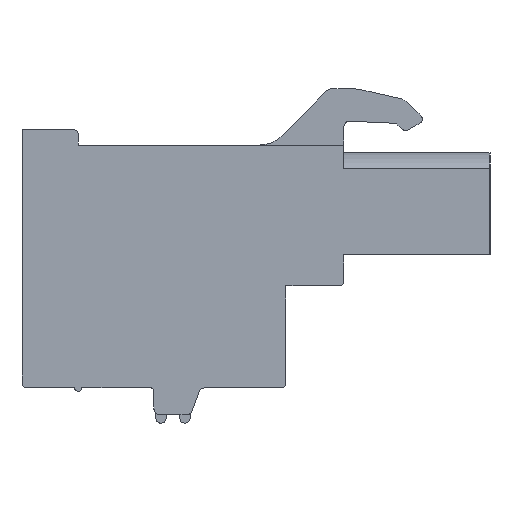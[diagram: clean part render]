
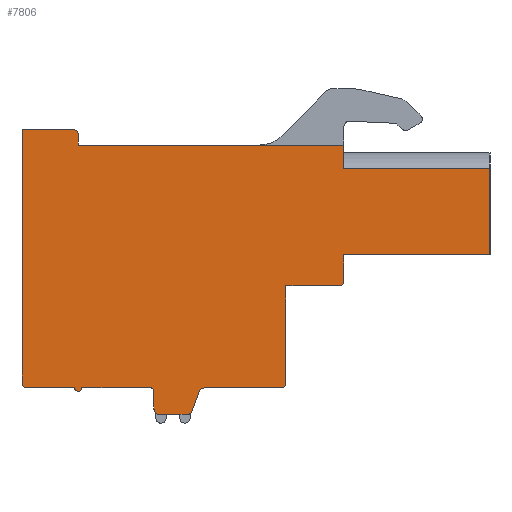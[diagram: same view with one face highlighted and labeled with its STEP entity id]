
A CAD part, left-side view. The second image highlights one B-rep face of the part: STEP entity #7806.
In plain terms, the highlighted planar face has unit normal (-1, 0, 0).
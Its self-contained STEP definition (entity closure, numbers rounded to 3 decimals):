
#1=CARTESIAN_POINT('',(0.,-5.36,-0.74));
#2=DIRECTION('',(-1.,0.,0.));
#3=DIRECTION('',(0.,0.,-1.));
#4=AXIS2_PLACEMENT_3D('',#1,#2,#3);
#6=CARTESIAN_POINT('',(0.,-2.06,-6.54));
#7=DIRECTION('',(1.,0.,0.));
#8=DIRECTION('',(0.,-1.,0.));
#9=AXIS2_PLACEMENT_3D('',#6,#7,#8);
#11=DIRECTION('',(0.,1.,0.));
#12=VECTOR('',#11,4.34);
#13=CARTESIAN_POINT('',(0.,-2.06,-6.84));
#14=LINE('',#13,#12);
#15=CARTESIAN_POINT('',(0.,2.28,-7.14));
#16=DIRECTION('',(-1.,0.,0.));
#17=DIRECTION('',(0.,0.,1.));
#18=AXIS2_PLACEMENT_3D('',#15,#16,#17);
#20=DIRECTION('',(0.,0.345,-0.939));
#21=VECTOR('',#20,1.179);
#22=CARTESIAN_POINT('',(0.,2.562,-7.037));
#23=LINE('',#22,#21);
#24=CARTESIAN_POINT('',(0.,3.25,-8.04));
#25=DIRECTION('',(1.,0.,0.));
#26=DIRECTION('',(0.,-0.939,-0.345));
#27=AXIS2_PLACEMENT_3D('',#24,#25,#26);
#29=DIRECTION('',(0.,1.,0.));
#30=VECTOR('',#29,1.59);
#31=CARTESIAN_POINT('',(0.,3.25,-8.34));
#32=LINE('',#31,#30);
#33=CARTESIAN_POINT('',(0.,4.84,-8.04));
#34=DIRECTION('',(1.,0.,0.));
#35=DIRECTION('',(0.,0.,-1.));
#36=AXIS2_PLACEMENT_3D('',#33,#34,#35);
#38=DIRECTION('',(0.,0.,1.));
#39=VECTOR('',#38,1.);
#40=CARTESIAN_POINT('',(0.,5.14,-8.04));
#41=LINE('',#40,#39);
#42=CARTESIAN_POINT('',(0.,5.34,-7.04));
#43=DIRECTION('',(-1.,0.,0.));
#44=DIRECTION('',(0.,-1.,0.));
#45=AXIS2_PLACEMENT_3D('',#42,#43,#44);
#47=DIRECTION('',(0.,1.,0.));
#48=VECTOR('',#47,3.9);
#49=CARTESIAN_POINT('',(0.,5.34,-6.84));
#50=LINE('',#49,#48);
#51=CARTESIAN_POINT('',(0.,9.44,-6.84));
#52=DIRECTION('',(1.,0.,0.));
#53=DIRECTION('',(0.,-1.,0.));
#54=AXIS2_PLACEMENT_3D('',#51,#52,#53);
#56=DIRECTION('',(0.,1.,0.));
#57=VECTOR('',#56,2.7);
#58=CARTESIAN_POINT('',(0.,9.64,-6.84));
#59=LINE('',#58,#57);
#60=CARTESIAN_POINT('',(0.,12.34,-6.54));
#61=DIRECTION('',(1.,0.,0.));
#62=DIRECTION('',(0.,0.,-1.));
#63=AXIS2_PLACEMENT_3D('',#60,#61,#62);
#65=DIRECTION('',(0.,0.,1.));
#66=VECTOR('',#65,0.5);
#67=CARTESIAN_POINT('',(0.,12.64,-6.54));
#68=LINE('',#67,#66);
#69=DIRECTION('',(0.,0.,1.));
#70=VECTOR('',#69,13.9);
#71=CARTESIAN_POINT('',(0.,12.64,-6.04));
#72=LINE('',#71,#70);
#73=DIRECTION('',(0.,-1.,0.));
#74=VECTOR('',#73,2.9);
#75=CARTESIAN_POINT('',(0.,12.64,7.86));
#76=LINE('',#75,#74);
#77=CARTESIAN_POINT('',(0.,9.74,7.56));
#78=DIRECTION('',(1.,0.,0.));
#79=DIRECTION('',(0.,0.,1.));
#80=AXIS2_PLACEMENT_3D('',#77,#78,#79);
#82=DIRECTION('',(0.,0.,-1.));
#83=VECTOR('',#82,0.6);
#84=CARTESIAN_POINT('',(0.,9.44,7.56));
#85=LINE('',#84,#83);
#86=DIRECTION('',(0.,-1.,0.));
#87=VECTOR('',#86,15.1);
#88=CARTESIAN_POINT('',(0.,9.44,6.96));
#89=LINE('',#88,#87);
#90=DIRECTION('',(0.,1.,0.));
#91=VECTOR('',#90,8.3);
#92=CARTESIAN_POINT('',(0.,-13.96,5.635));
#93=LINE('',#92,#91);
#94=DIRECTION('',(0.,1.,0.));
#95=VECTOR('',#94,8.3);
#96=CARTESIAN_POINT('',(0.,-13.96,0.73));
#97=LINE('',#96,#95);
#98=DIRECTION('',(0.,0.,-1.));
#99=VECTOR('',#98,1.47);
#100=CARTESIAN_POINT('',(0.,-5.66,0.73));
#101=LINE('',#100,#99);
#666=DIRECTION('',(0.,0.,1.));
#667=VECTOR('',#666,4.905);
#668=CARTESIAN_POINT('',(0.,-13.96,0.73));
#669=LINE('',#668,#667);
#1047=DIRECTION('',(0.,0.,1.));
#1048=VECTOR('',#1047,1.325);
#1049=CARTESIAN_POINT('',(0.,-5.66,5.635));
#1050=LINE('',#1049,#1048);
#3343=DIRECTION('',(0.,0.,1.));
#3344=VECTOR('',#3343,5.5);
#3345=CARTESIAN_POINT('',(0.,-2.36,-6.54));
#3346=LINE('',#3345,#3344);
#3351=DIRECTION('',(0.,-1.,0.));
#3352=VECTOR('',#3351,3.);
#3353=CARTESIAN_POINT('',(0.,-2.36,-1.04));
#3354=LINE('',#3353,#3352);
#5901=CARTESIAN_POINT('',(0.,12.34,-6.84));
#5902=CARTESIAN_POINT('',(0.,12.64,-6.54));
#5903=VERTEX_POINT('',#5901);
#5904=VERTEX_POINT('',#5902);
#5905=CARTESIAN_POINT('',(0.,12.64,-6.04));
#5906=VERTEX_POINT('',#5905);
#5907=CARTESIAN_POINT('',(0.,12.64,7.86));
#5908=VERTEX_POINT('',#5907);
#5909=CARTESIAN_POINT('',(0.,9.74,7.86));
#5910=VERTEX_POINT('',#5909);
#5911=CARTESIAN_POINT('',(0.,9.44,7.56));
#5912=VERTEX_POINT('',#5911);
#5913=CARTESIAN_POINT('',(0.,9.44,6.96));
#5914=VERTEX_POINT('',#5913);
#5915=CARTESIAN_POINT('',(0.,-5.66,6.96));
#5916=VERTEX_POINT('',#5915);
#5917=CARTESIAN_POINT('',(0.,-13.96,0.73));
#5918=CARTESIAN_POINT('',(0.,-5.66,0.73));
#5919=VERTEX_POINT('',#5917);
#5920=VERTEX_POINT('',#5918);
#5921=CARTESIAN_POINT('',(0.,-2.36,-6.54));
#5922=CARTESIAN_POINT('',(0.,-2.06,-6.84));
#5923=VERTEX_POINT('',#5921);
#5924=VERTEX_POINT('',#5922);
#5925=CARTESIAN_POINT('',(0.,2.28,-6.84));
#5926=VERTEX_POINT('',#5925);
#5927=CARTESIAN_POINT('',(0.,2.562,-7.037));
#5928=VERTEX_POINT('',#5927);
#5929=CARTESIAN_POINT('',(0.,2.968,-8.143));
#5930=VERTEX_POINT('',#5929);
#5931=CARTESIAN_POINT('',(0.,3.25,-8.34));
#5932=VERTEX_POINT('',#5931);
#5933=CARTESIAN_POINT('',(0.,4.84,-8.34));
#5934=VERTEX_POINT('',#5933);
#5935=CARTESIAN_POINT('',(0.,5.14,-8.04));
#5936=VERTEX_POINT('',#5935);
#5937=CARTESIAN_POINT('',(0.,5.14,-7.04));
#5938=VERTEX_POINT('',#5937);
#5939=CARTESIAN_POINT('',(0.,5.34,-6.84));
#5940=VERTEX_POINT('',#5939);
#5941=CARTESIAN_POINT('',(0.,9.24,-6.84));
#5942=VERTEX_POINT('',#5941);
#5943=CARTESIAN_POINT('',(0.,9.64,-6.84));
#5944=VERTEX_POINT('',#5943);
#6237=CARTESIAN_POINT('',(0.,-13.96,5.635));
#6238=CARTESIAN_POINT('',(0.,-5.66,5.635));
#6239=VERTEX_POINT('',#6237);
#6240=VERTEX_POINT('',#6238);
#7597=CARTESIAN_POINT('',(0.,-5.36,-1.04));
#7598=CARTESIAN_POINT('',(0.,-5.66,-0.74));
#7599=VERTEX_POINT('',#7597);
#7600=VERTEX_POINT('',#7598);
#7601=CARTESIAN_POINT('',(0.,-2.36,-1.04));
#7602=VERTEX_POINT('',#7601);
#7745=CARTESIAN_POINT('',(0.,0.,0.));
#7746=DIRECTION('',(1.,0.,0.));
#7747=DIRECTION('',(0.,-1.,0.));
#7748=AXIS2_PLACEMENT_3D('',#7745,#7746,#7747);
#7749=PLANE('',#7748);
#7751=ORIENTED_EDGE('',*,*,#7750,.F.);
#7753=ORIENTED_EDGE('',*,*,#7752,.F.);
#7755=ORIENTED_EDGE('',*,*,#7754,.F.);
#7757=ORIENTED_EDGE('',*,*,#7756,.T.);
#7759=ORIENTED_EDGE('',*,*,#7758,.T.);
#7761=ORIENTED_EDGE('',*,*,#7760,.T.);
#7763=ORIENTED_EDGE('',*,*,#7762,.T.);
#7765=ORIENTED_EDGE('',*,*,#7764,.T.);
#7767=ORIENTED_EDGE('',*,*,#7766,.T.);
#7769=ORIENTED_EDGE('',*,*,#7768,.T.);
#7771=ORIENTED_EDGE('',*,*,#7770,.T.);
#7773=ORIENTED_EDGE('',*,*,#7772,.T.);
#7775=ORIENTED_EDGE('',*,*,#7774,.T.);
#7777=ORIENTED_EDGE('',*,*,#7776,.T.);
#7779=ORIENTED_EDGE('',*,*,#7778,.T.);
#7781=ORIENTED_EDGE('',*,*,#7780,.T.);
#7783=ORIENTED_EDGE('',*,*,#7782,.T.);
#7785=ORIENTED_EDGE('',*,*,#7784,.T.);
#7787=ORIENTED_EDGE('',*,*,#7786,.T.);
#7789=ORIENTED_EDGE('',*,*,#7788,.T.);
#7791=ORIENTED_EDGE('',*,*,#7790,.T.);
#7793=ORIENTED_EDGE('',*,*,#7792,.T.);
#7795=ORIENTED_EDGE('',*,*,#7794,.F.);
#7797=ORIENTED_EDGE('',*,*,#7796,.F.);
#7799=ORIENTED_EDGE('',*,*,#7798,.F.);
#7801=ORIENTED_EDGE('',*,*,#7800,.T.);
#7803=ORIENTED_EDGE('',*,*,#7802,.T.);
#7804=EDGE_LOOP('',(#7751,#7753,#7755,#7757,#7759,#7761,#7763,#7765,#7767,#7769,
#7771,#7773,#7775,#7777,#7779,#7781,#7783,#7785,#7787,#7789,#7791,#7793,#7795,
#7797,#7799,#7801,#7803));
#7805=FACE_OUTER_BOUND('',#7804,.F.);
#7806=ADVANCED_FACE('',(#7805),#7749,.F.);
#5=CIRCLE('',#4,0.3);
#10=CIRCLE('',#9,0.3);
#19=CIRCLE('',#18,0.3);
#28=CIRCLE('',#27,0.3);
#37=CIRCLE('',#36,0.3);
#46=CIRCLE('',#45,0.2);
#55=CIRCLE('',#54,0.2);
#64=CIRCLE('',#63,0.3);
#81=CIRCLE('',#80,0.3);
#7750=EDGE_CURVE('',#7599,#7600,#5,.T.);
#7752=EDGE_CURVE('',#7602,#7599,#3354,.T.);
#7754=EDGE_CURVE('',#5923,#7602,#3346,.T.);
#7756=EDGE_CURVE('',#5923,#5924,#10,.T.);
#7758=EDGE_CURVE('',#5924,#5926,#14,.T.);
#7760=EDGE_CURVE('',#5926,#5928,#19,.T.);
#7762=EDGE_CURVE('',#5928,#5930,#23,.T.);
#7764=EDGE_CURVE('',#5930,#5932,#28,.T.);
#7766=EDGE_CURVE('',#5932,#5934,#32,.T.);
#7768=EDGE_CURVE('',#5934,#5936,#37,.T.);
#7770=EDGE_CURVE('',#5936,#5938,#41,.T.);
#7772=EDGE_CURVE('',#5938,#5940,#46,.T.);
#7774=EDGE_CURVE('',#5940,#5942,#50,.T.);
#7776=EDGE_CURVE('',#5942,#5944,#55,.T.);
#7778=EDGE_CURVE('',#5944,#5903,#59,.T.);
#7780=EDGE_CURVE('',#5903,#5904,#64,.T.);
#7782=EDGE_CURVE('',#5904,#5906,#68,.T.);
#7784=EDGE_CURVE('',#5906,#5908,#72,.T.);
#7786=EDGE_CURVE('',#5908,#5910,#76,.T.);
#7788=EDGE_CURVE('',#5910,#5912,#81,.T.);
#7790=EDGE_CURVE('',#5912,#5914,#85,.T.);
#7792=EDGE_CURVE('',#5914,#5916,#89,.T.);
#7794=EDGE_CURVE('',#6240,#5916,#1050,.T.);
#7796=EDGE_CURVE('',#6239,#6240,#93,.T.);
#7798=EDGE_CURVE('',#5919,#6239,#669,.T.);
#7800=EDGE_CURVE('',#5919,#5920,#97,.T.);
#7802=EDGE_CURVE('',#5920,#7600,#101,.T.);
